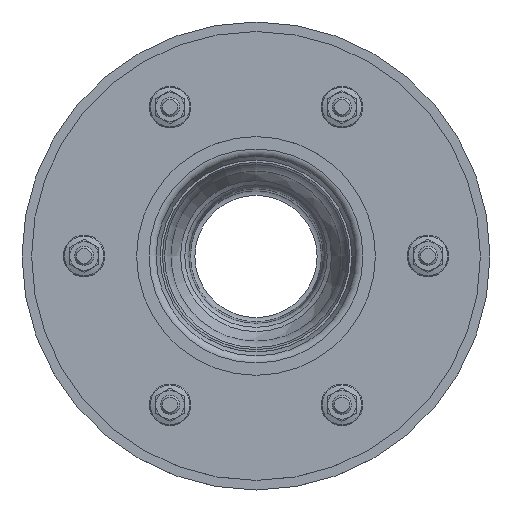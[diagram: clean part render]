
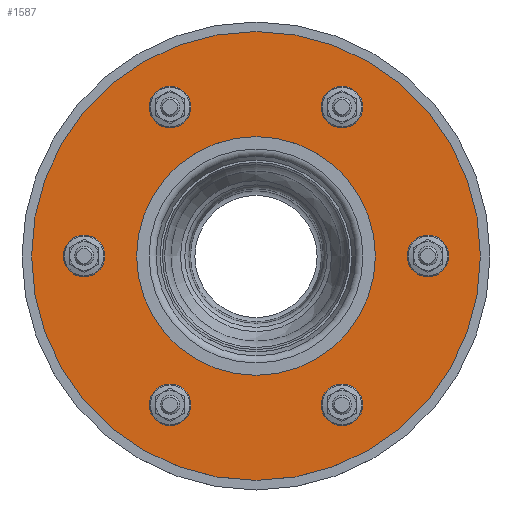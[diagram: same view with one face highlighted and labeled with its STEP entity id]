
A CAD part, top view. The second image highlights one B-rep face of the part: STEP entity #1587.
In plain terms, the highlighted planar face has unit normal (0, 0, 1).
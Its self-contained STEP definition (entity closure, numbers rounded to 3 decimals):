
#139=FACE_BOUND('',#417,.T.);
#140=FACE_BOUND('',#418,.T.);
#141=FACE_BOUND('',#419,.T.);
#142=FACE_BOUND('',#420,.T.);
#143=FACE_BOUND('',#421,.T.);
#144=FACE_BOUND('',#422,.T.);
#145=FACE_BOUND('',#423,.T.);
#157=PLANE('',#1951);
#276=FACE_OUTER_BOUND('',#416,.T.);
#416=EDGE_LOOP('',(#1206));
#417=EDGE_LOOP('',(#1207));
#418=EDGE_LOOP('',(#1208));
#419=EDGE_LOOP('',(#1209));
#420=EDGE_LOOP('',(#1210));
#421=EDGE_LOOP('',(#1211));
#422=EDGE_LOOP('',(#1212));
#423=EDGE_LOOP('',(#1213));
#554=CIRCLE('',#1930,117.5);
#556=CIRCLE('',#1933,6.5);
#558=CIRCLE('',#1936,6.5);
#560=CIRCLE('',#1939,6.5);
#562=CIRCLE('',#1942,6.5);
#564=CIRCLE('',#1945,6.5);
#566=CIRCLE('',#1948,6.5);
#568=CIRCLE('',#1952,62.5);
#695=VERTEX_POINT('',#2920);
#697=VERTEX_POINT('',#2926);
#699=VERTEX_POINT('',#2932);
#701=VERTEX_POINT('',#2938);
#703=VERTEX_POINT('',#2944);
#705=VERTEX_POINT('',#2950);
#707=VERTEX_POINT('',#2956);
#709=VERTEX_POINT('',#2963);
#862=EDGE_CURVE('',#695,#695,#554,.T.);
#865=EDGE_CURVE('',#697,#697,#556,.T.);
#868=EDGE_CURVE('',#699,#699,#558,.T.);
#871=EDGE_CURVE('',#701,#701,#560,.T.);
#874=EDGE_CURVE('',#703,#703,#562,.T.);
#877=EDGE_CURVE('',#705,#705,#564,.T.);
#880=EDGE_CURVE('',#707,#707,#566,.T.);
#882=EDGE_CURVE('',#709,#709,#568,.T.);
#1206=ORIENTED_EDGE('',*,*,#862,.T.);
#1207=ORIENTED_EDGE('',*,*,#865,.T.);
#1208=ORIENTED_EDGE('',*,*,#868,.T.);
#1209=ORIENTED_EDGE('',*,*,#871,.T.);
#1210=ORIENTED_EDGE('',*,*,#874,.T.);
#1211=ORIENTED_EDGE('',*,*,#877,.T.);
#1212=ORIENTED_EDGE('',*,*,#880,.T.);
#1213=ORIENTED_EDGE('',*,*,#882,.F.);
#1587=ADVANCED_FACE('',(#276,#139,#140,#141,#142,#143,#144,#145),#157,.T.);
#1930=AXIS2_PLACEMENT_3D('',#2922,#2314,#2315);
#1933=AXIS2_PLACEMENT_3D('',#2928,#2321,#2322);
#1936=AXIS2_PLACEMENT_3D('',#2934,#2328,#2329);
#1939=AXIS2_PLACEMENT_3D('',#2940,#2335,#2336);
#1942=AXIS2_PLACEMENT_3D('',#2946,#2342,#2343);
#1945=AXIS2_PLACEMENT_3D('',#2952,#2349,#2350);
#1948=AXIS2_PLACEMENT_3D('',#2958,#2356,#2357);
#1951=AXIS2_PLACEMENT_3D('',#2962,#2362,#2363);
#1952=AXIS2_PLACEMENT_3D('',#2964,#2364,#2365);
#2314=DIRECTION('center_axis',(0.,0.,1.));
#2315=DIRECTION('ref_axis',(-1.,0.,0.));
#2321=DIRECTION('center_axis',(0.,0.,-1.));
#2322=DIRECTION('ref_axis',(0.5,0.866,0.));
#2328=DIRECTION('center_axis',(0.,0.,-1.));
#2329=DIRECTION('ref_axis',(-1.,0.,0.));
#2335=DIRECTION('center_axis',(0.,0.,-1.));
#2336=DIRECTION('ref_axis',(0.5,-0.866,0.));
#2342=DIRECTION('center_axis',(0.,0.,-1.));
#2343=DIRECTION('ref_axis',(-0.5,-0.866,0.));
#2349=DIRECTION('center_axis',(0.,0.,-1.));
#2350=DIRECTION('ref_axis',(-0.5,0.866,0.));
#2356=DIRECTION('center_axis',(0.,0.,-1.));
#2357=DIRECTION('ref_axis',(1.,0.,0.));
#2362=DIRECTION('center_axis',(0.,0.,1.));
#2363=DIRECTION('ref_axis',(1.,0.,0.));
#2364=DIRECTION('center_axis',(0.,0.,1.));
#2365=DIRECTION('ref_axis',(1.,0.,0.));
#2920=CARTESIAN_POINT('',(117.5,0.,76.));
#2922=CARTESIAN_POINT('Origin',(0.,0.,
76.));
#2926=CARTESIAN_POINT('',(-93.25,-5.629,76.));
#2928=CARTESIAN_POINT('Origin',(-90.,0.,
76.));
#2932=CARTESIAN_POINT('',(51.5,-77.942,76.));
#2934=CARTESIAN_POINT('Origin',(45.,-77.942,76.));
#2938=CARTESIAN_POINT('',(41.75,83.571,76.));
#2940=CARTESIAN_POINT('Origin',(45.,77.942,76.));
#2944=CARTESIAN_POINT('',(93.25,5.629,76.));
#2946=CARTESIAN_POINT('Origin',(90.,0.,76.));
#2950=CARTESIAN_POINT('',(-41.75,-83.571,76.));
#2952=CARTESIAN_POINT('Origin',(-45.,-77.942,76.));
#2956=CARTESIAN_POINT('',(-51.5,77.942,76.));
#2958=CARTESIAN_POINT('Origin',(-45.,77.942,76.));
#2962=CARTESIAN_POINT('Origin',(0.,62.5,76.));
#2963=CARTESIAN_POINT('',(0.,-62.5,76.));
#2964=CARTESIAN_POINT('Origin',(0.,0.,
76.));
